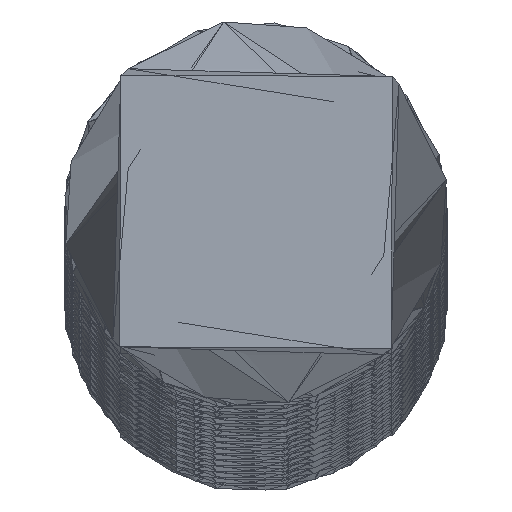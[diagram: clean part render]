
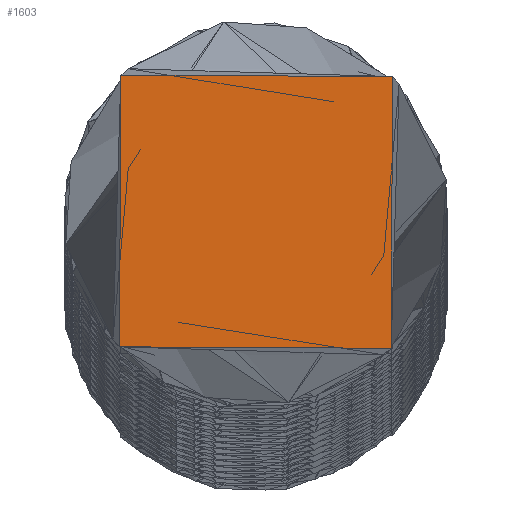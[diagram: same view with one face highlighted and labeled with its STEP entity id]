
A CAD part, top view. The second image highlights one B-rep face of the part: STEP entity #1603.
In plain terms, the highlighted planar face has unit normal (0, 0, 1).
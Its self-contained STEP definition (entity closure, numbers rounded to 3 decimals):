
#302 = B_SPLINE_CURVE_WITH_KNOTS ( 'NONE', 3,
 ( #8425, #5322, #2360, #15765 ),
 .UNSPECIFIED., .F., .F.,
 ( 4, 4 ),
 ( 0., 0.016 ),
 .UNSPECIFIED. ) ;
#1239 = EDGE_CURVE ( 'NONE', #5779, #5965, #16004, .T. ) ;
#1603 = ADVANCED_FACE ( 'NONE', ( #5020 ), #12667, .T. ) ;
#2178 = ORIENTED_EDGE ( 'NONE', *, *, #13871, .T. ) ;
#2360 = CARTESIAN_POINT ( 'NONE',  ( -2.627, 8.048, 1500. ) ) ;
#3257 = CARTESIAN_POINT ( 'NONE',  ( -8.049, -7.965, 1500.009 ) ) ;
#3800 = CARTESIAN_POINT ( 'NONE',  ( -2.71, -7.974, 1500. ) ) ;
#3914 = CARTESIAN_POINT ( 'NONE',  ( 2.627, -8.048, 1500. ) ) ;
#4057 = EDGE_CURVE ( 'NONE', #12666, #6595, #302, .T. ) ;
#4948 = EDGE_LOOP ( 'NONE', ( #19037, #2178, #12319, #7406 ) ) ;
#5020 = FACE_OUTER_BOUND ( 'NONE', #4948, .T. ) ;
#5322 = CARTESIAN_POINT ( 'NONE',  ( 2.71, 7.974, 1500. ) ) ;
#5779 = VERTEX_POINT ( 'NONE', #14079 ) ;
#5965 = VERTEX_POINT ( 'NONE', #13050 ) ;
#6091 = B_SPLINE_CURVE_WITH_KNOTS ( 'NONE', 3,
 ( #6378, #7868, #18159, #3257 ),
 .UNSPECIFIED., .F., .F.,
 ( 4, 4 ),
 ( 0., 0.016 ),
 .UNSPECIFIED. ) ;
#6378 = CARTESIAN_POINT ( 'NONE',  ( -7.965, 8.049, 1500.009 ) ) ;
#6595 = VERTEX_POINT ( 'NONE', #17026 ) ;
#7406 = ORIENTED_EDGE ( 'NONE', *, *, #14599, .T. ) ;
#7868 = CARTESIAN_POINT ( 'NONE',  ( -7.974, 2.71, 1500. ) ) ;
#8425 = CARTESIAN_POINT ( 'NONE',  ( 8.049, 7.965, 1500.009 ) ) ;
#8472 = CARTESIAN_POINT ( 'NONE',  ( 7.965, -8.049, 1500.009 ) ) ;
#9710 = CARTESIAN_POINT ( 'NONE',  ( 7.965, -8.049, 1500.009 ) ) ;
#9969 = CARTESIAN_POINT ( 'NONE',  ( 7.974, -2.71, 1500. ) ) ;
#10173 = B_SPLINE_CURVE_WITH_KNOTS ( 'NONE', 3,
 ( #8472, #9969, #15998, #17480 ),
 .UNSPECIFIED., .F., .F.,
 ( 4, 4 ),
 ( 0., 0.016 ),
 .UNSPECIFIED. ) ;
#10864 = DIRECTION ( 'NONE',  ( 0., 0., 1. ) ) ;
#11066 = CARTESIAN_POINT ( 'NONE',  ( 0., 0., 1500. ) ) ;
#12319 = ORIENTED_EDGE ( 'NONE', *, *, #1239, .T. ) ;
#12666 = VERTEX_POINT ( 'NONE', #13339 ) ;
#12667 = PLANE ( 'NONE',  #13719 ) ;
#13050 = CARTESIAN_POINT ( 'NONE',  ( 7.965, -8.049, 1500.009 ) ) ;
#13339 = CARTESIAN_POINT ( 'NONE',  ( 8.049, 7.965, 1500.009 ) ) ;
#13719 = AXIS2_PLACEMENT_3D ( 'NONE', #11066, #10864, #18315 ) ;
#13871 = EDGE_CURVE ( 'NONE', #6595, #5779, #6091, .T. ) ;
#14079 = CARTESIAN_POINT ( 'NONE',  ( -8.049, -7.965, 1500.009 ) ) ;
#14599 = EDGE_CURVE ( 'NONE', #5965, #12666, #10173, .T. ) ;
#15765 = CARTESIAN_POINT ( 'NONE',  ( -7.965, 8.049, 1500.009 ) ) ;
#15998 = CARTESIAN_POINT ( 'NONE',  ( 8.048, 2.627, 1500. ) ) ;
#16004 = B_SPLINE_CURVE_WITH_KNOTS ( 'NONE', 3,
 ( #17163, #3800, #3914, #9710 ),
 .UNSPECIFIED., .F., .F.,
 ( 4, 4 ),
 ( 0., 0.016 ),
 .UNSPECIFIED. ) ;
#17026 = CARTESIAN_POINT ( 'NONE',  ( -7.965, 8.049, 1500.009 ) ) ;
#17163 = CARTESIAN_POINT ( 'NONE',  ( -8.049, -7.965, 1500.009 ) ) ;
#17480 = CARTESIAN_POINT ( 'NONE',  ( 8.049, 7.965, 1500.009 ) ) ;
#18159 = CARTESIAN_POINT ( 'NONE',  ( -8.048, -2.627, 1500. ) ) ;
#18315 = DIRECTION ( 'NONE',  ( 1., 0., 0. ) ) ;
#19037 = ORIENTED_EDGE ( 'NONE', *, *, #4057, .T. ) ;
